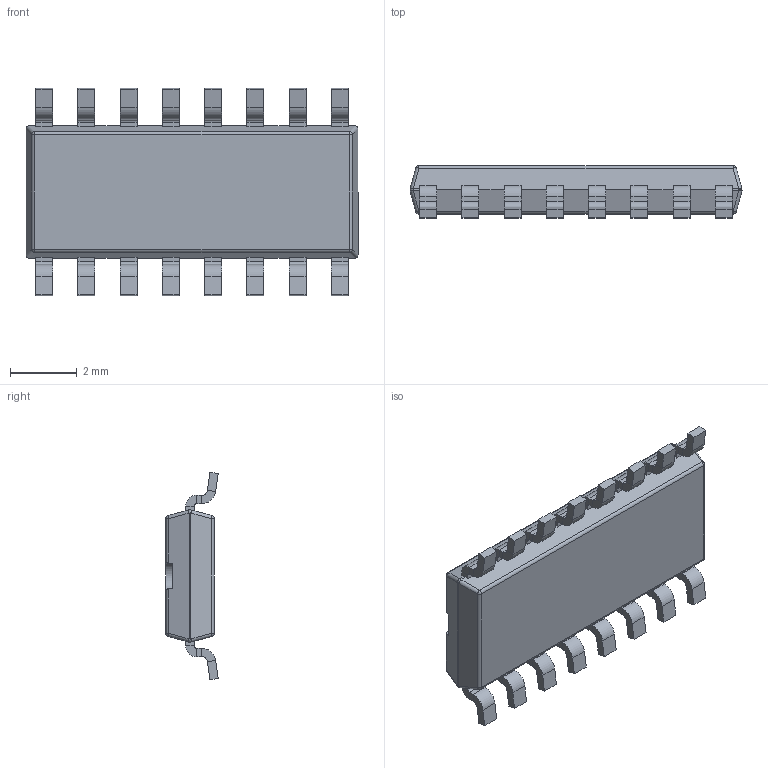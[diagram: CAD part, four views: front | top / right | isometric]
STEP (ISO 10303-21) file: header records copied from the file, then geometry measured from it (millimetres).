
FILE_DESCRIPTION (( 'STEP AP214' ), '1' );
FILE_NAME ('04EB4950-8C82-4206-BB5B-60D974BF4823.STEP', '2023-10-06T07:53:06', ( '' ), ( '' ), 'SwSTEP 2.0', 'SolidWorks 2022', '' );
FILE_SCHEMA (( 'AUTOMOTIVE_DESIGN' ));
Length unit declared in the file: millimetre
Products named in the file (1): 04EB4950-8C82-4206-BB5B-60D974BF4823
Bounding box: 9.98 x 1.57 x 6.23 mm (x, y, z)
Volume: 57 mm3; surface area: 146.9 mm2
Topology: 1 solids, 1 shells, 387 faces, 865 edges, 472 vertices
Faces by surface type: plane 283, cylinder 90, sphere 14
Entity records: 14474 total; most frequent: DIRECTION 1811, CARTESIAN_POINT 1747, ORIENTED_EDGE 1714, EDGE_CURVE 857, VECTOR 671, LINE 671, AXIS2_PLACEMENT_3D 570, VERTEX_POINT 472
